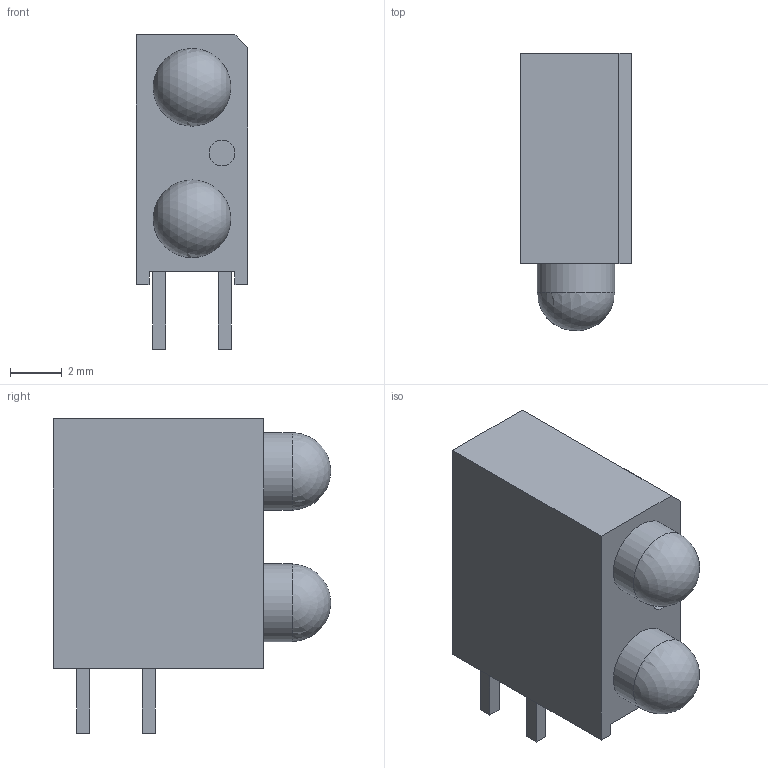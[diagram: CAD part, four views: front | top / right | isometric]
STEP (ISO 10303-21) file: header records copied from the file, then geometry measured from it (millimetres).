
FILE_DESCRIPTION( ( '' ), ' ' );
FILE_NAME( '582edcf428f4af02677e6f80.step', '2016-11-18T10:50:28', ( '' ), ( '' ), ' ', ' ', ' ' );
FILE_SCHEMA( ( 'AUTOMOTIVE_DESIGN { 1 0 10303 214 1 1 1 1 }' ) );
Length unit declared in the file: metre
Products named in the file (1): Open CASCADE STEP translator 6.8 1
Bounding box: 4.32 x 10.72 x 12.15 mm (x, y, z)
Volume: 356.8 mm3; surface area: 373.5 mm2
Topology: 1 solids, 1 shells, 37 faces, 90 edges, 58 vertices
Faces by surface type: plane 32, cylinder 3, sphere 2
Full cylindrical faces by diameter (mm): 1 x1, 3 x2
Entity records: 1756 total; most frequent: CARTESIAN_POINT 179, DIRECTION 167, ORIENTED_EDGE 166, STYLED_ITEM 120, PRESENTATION_STYLE_ASSIGNMENT 120, COLOUR_RGB 120, EDGE_CURVE 83, CURVE_STYLE 83
